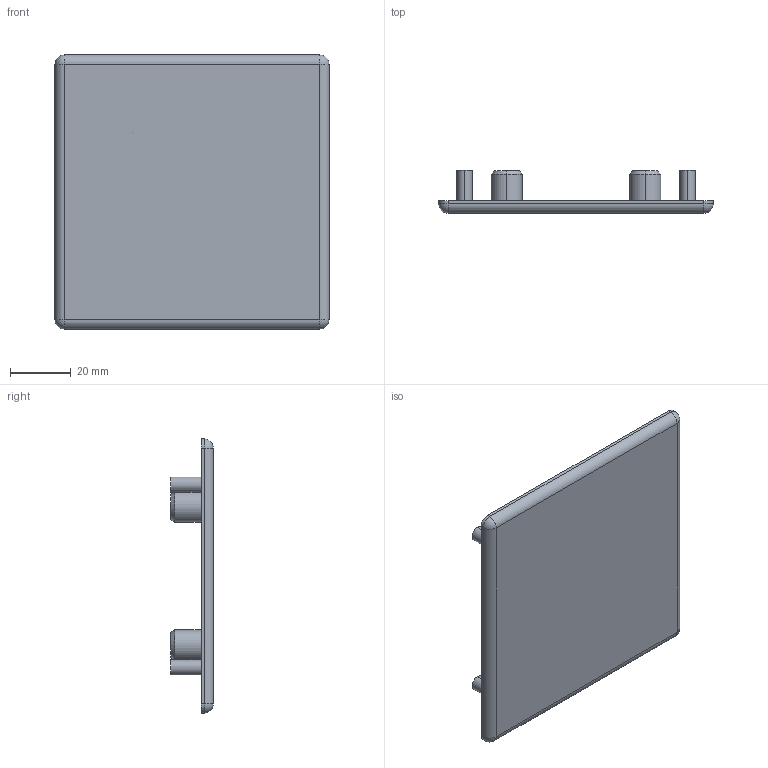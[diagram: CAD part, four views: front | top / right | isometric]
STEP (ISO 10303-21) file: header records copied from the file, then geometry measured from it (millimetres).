
FILE_DESCRIPTION (( 'STEP AP203' ), '1' );
FILE_NAME ('401080_Abdeckkappe 90x90L Nut 10.step', '2022-05-13T07:01:33', ( '' ), ( '' ), 'SwSTEP 2.0', 'SolidWorks 2021', '' );
FILE_SCHEMA (( 'CONFIG_CONTROL_DESIGN' ));
Length unit declared in the file: millimetre
Products named in the file (1): 401080_Abdeckkappe 90x90L Nut 10
Bounding box: 90 x 14 x 90 mm (x, y, z)
Volume: 34538.1 mm3; surface area: 19715.2 mm2
Topology: 1 solids, 1 shells, 62 faces, 128 edges, 76 vertices
Faces by surface type: cylinder 32, plane 18, cone 8, sphere 4
Entity records: 1697 total; most frequent: DIRECTION 322, CARTESIAN_POINT 263, ORIENTED_EDGE 248, AXIS2_PLACEMENT_3D 135, EDGE_CURVE 124, VERTEX_POINT 76, EDGE_LOOP 74, CIRCLE 72
